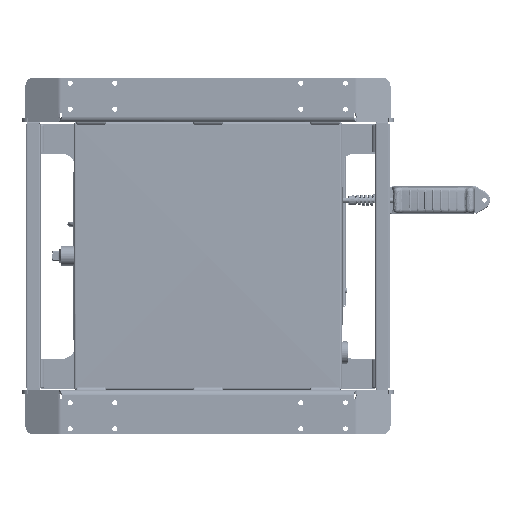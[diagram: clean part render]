
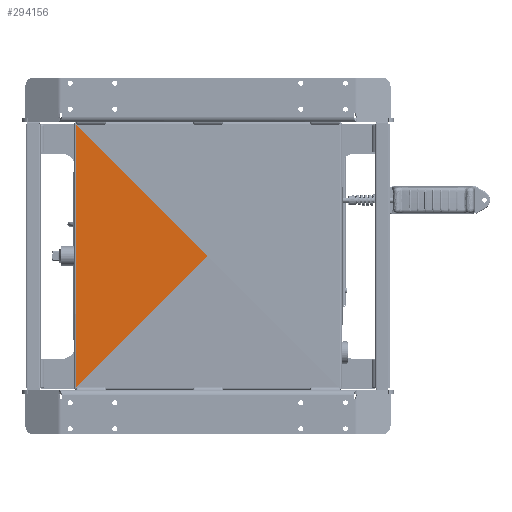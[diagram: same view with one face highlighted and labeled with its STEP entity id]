
A CAD part, front view. The second image highlights one B-rep face of the part: STEP entity #294156.
In plain terms, the highlighted planar face has unit normal (-0.011, -1, 0).
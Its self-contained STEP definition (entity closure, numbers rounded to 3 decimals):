
#21946 = VERTEX_POINT ( 'NONE', #82511 ) ;
#51092 = CARTESIAN_POINT ( 'NONE',  ( 57.15, -455.308, -456.601 ) ) ;
#54248 = DIRECTION ( 'NONE',  ( -1., 0.011, 0. ) ) ;
#55719 = DIRECTION ( 'NONE',  ( 0., 0., -1. ) ) ;
#55845 = PLANE ( 'NONE',  #266772 ) ;
#56045 = VECTOR ( 'NONE', #136860, 1000. ) ;
#71406 = EDGE_CURVE ( 'NONE', #21946, #88323, #81397, .T. ) ;
#77876 = CARTESIAN_POINT ( 'NONE',  ( 285.75, -457.848, -225.461 ) ) ;
#79926 = FACE_OUTER_BOUND ( 'NONE', #247859, .T. ) ;
#81397 = LINE ( 'NONE', #151991, #177414 ) ;
#82511 = CARTESIAN_POINT ( 'NONE',  ( 60.254, -455.342, 0.035 ) ) ;
#88323 = VERTEX_POINT ( 'NONE', #234666 ) ;
#106982 = VECTOR ( 'NONE', #287474, 1000. ) ;
#128049 = DIRECTION ( 'NONE',  ( 0.011, 1., 0. ) ) ;
#131993 = EDGE_CURVE ( 'NONE', #231281, #88323, #146237, .T. ) ;
#136860 = DIRECTION ( 'NONE',  ( 0.707, -0.008, -0.707 ) ) ;
#146237 = LINE ( 'NONE', #216811, #106982 ) ;
#151991 = CARTESIAN_POINT ( 'NONE',  ( 60.254, -455.342, -456.601 ) ) ;
#177414 = VECTOR ( 'NONE', #55719, 1000. ) ;
#196404 = LINE ( 'NONE', #276559, #56045 ) ;
#214342 = EDGE_CURVE ( 'NONE', #21946, #231281, #196404, .T. ) ;
#216572 = ORIENTED_EDGE ( 'NONE', *, *, #214342, .F. ) ;
#216811 = CARTESIAN_POINT ( 'NONE',  ( 171.457, -456.578, -339.754 ) ) ;
#231281 = VERTEX_POINT ( 'NONE', #77876 ) ;
#234666 = CARTESIAN_POINT ( 'NONE',  ( 60.254, -455.342, -450.957 ) ) ;
#247859 = EDGE_LOOP ( 'NONE', ( #216572, #303330, #277034 ) ) ;
#266772 = AXIS2_PLACEMENT_3D ( 'NONE', #51092, #128049, #54248 ) ;
#276559 = CARTESIAN_POINT ( 'NONE',  ( 171.457, -456.578, -111.168 ) ) ;
#277034 = ORIENTED_EDGE ( 'NONE', *, *, #131993, .F. ) ;
#287474 = DIRECTION ( 'NONE',  ( -0.707, 0.008, -0.707 ) ) ;
#294156 = ADVANCED_FACE ( 'NONE', ( #79926 ), #55845, .F. ) ;
#303330 = ORIENTED_EDGE ( 'NONE', *, *, #71406, .T. ) ;
